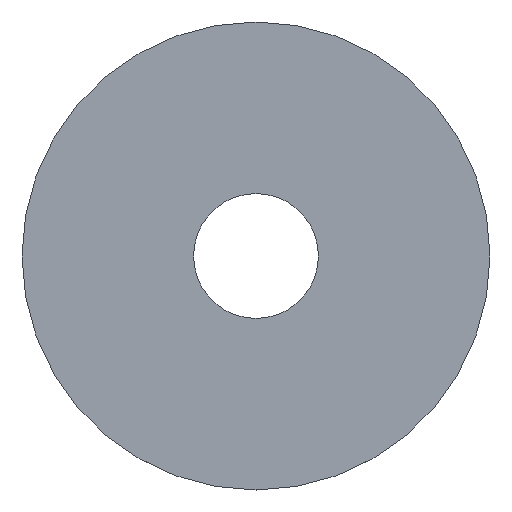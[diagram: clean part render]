
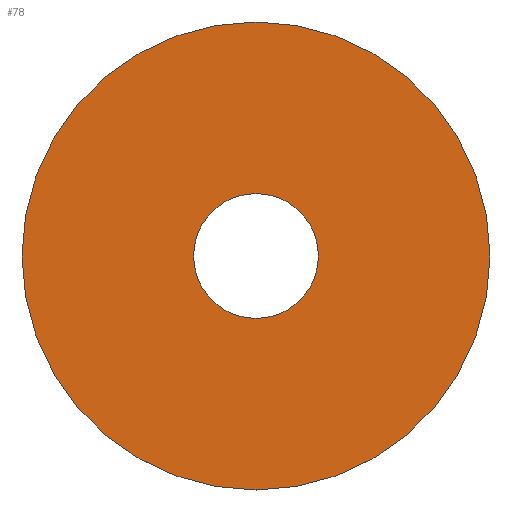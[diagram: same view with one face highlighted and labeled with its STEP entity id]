
A CAD part, top view. The second image highlights one B-rep face of the part: STEP entity #78.
In plain terms, the highlighted planar face has unit normal (0, 0, 1).
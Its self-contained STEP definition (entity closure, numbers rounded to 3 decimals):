
#2 = CARTESIAN_POINT ( 'NONE',  ( 0., 0., 0.3 ) ) ;
#6 = VERTEX_POINT ( 'NONE', #61 ) ;
#15 = AXIS2_PLACEMENT_3D ( 'NONE', #2, #132, #57 ) ;
#28 = DIRECTION ( 'NONE',  ( 0., 0., -1. ) ) ;
#31 = FACE_OUTER_BOUND ( 'NONE', #56, .T. ) ;
#35 = AXIS2_PLACEMENT_3D ( 'NONE', #47, #103, #130 ) ;
#41 = DIRECTION ( 'NONE',  ( 0., 1., 0. ) ) ;
#43 = PLANE ( 'NONE',  #35 ) ;
#47 = CARTESIAN_POINT ( 'NONE',  ( 0., 4., 0.3 ) ) ;
#56 = EDGE_LOOP ( 'NONE', ( #142 ) ) ;
#57 = DIRECTION ( 'NONE',  ( 0., 1., 0. ) ) ;
#61 = CARTESIAN_POINT ( 'NONE',  ( 0., 15., 0.3 ) ) ;
#65 = AXIS2_PLACEMENT_3D ( 'NONE', #95, #28, #41 ) ;
#77 = ORIENTED_EDGE ( 'NONE', *, *, #122, .T. ) ;
#78 = ADVANCED_FACE ( 'NONE', ( #114, #31 ), #43, .T. ) ;
#81 = VERTEX_POINT ( 'NONE', #134 ) ;
#95 = CARTESIAN_POINT ( 'NONE',  ( 0., 0., 0.3 ) ) ;
#103 = DIRECTION ( 'NONE',  ( 0., 0., 1. ) ) ;
#112 = EDGE_CURVE ( 'NONE', #6, #6, #128, .T. ) ;
#113 = CIRCLE ( 'NONE', #65, 4. ) ;
#114 = FACE_BOUND ( 'NONE', #116, .T. ) ;
#116 = EDGE_LOOP ( 'NONE', ( #77 ) ) ;
#122 = EDGE_CURVE ( 'NONE', #81, #81, #113, .T. ) ;
#128 = CIRCLE ( 'NONE', #15, 15. ) ;
#130 = DIRECTION ( 'NONE',  ( 0., -1., 0. ) ) ;
#132 = DIRECTION ( 'NONE',  ( 0., 0., -1. ) ) ;
#134 = CARTESIAN_POINT ( 'NONE',  ( 0., 4., 0.3 ) ) ;
#142 = ORIENTED_EDGE ( 'NONE', *, *, #112, .F. ) ;
